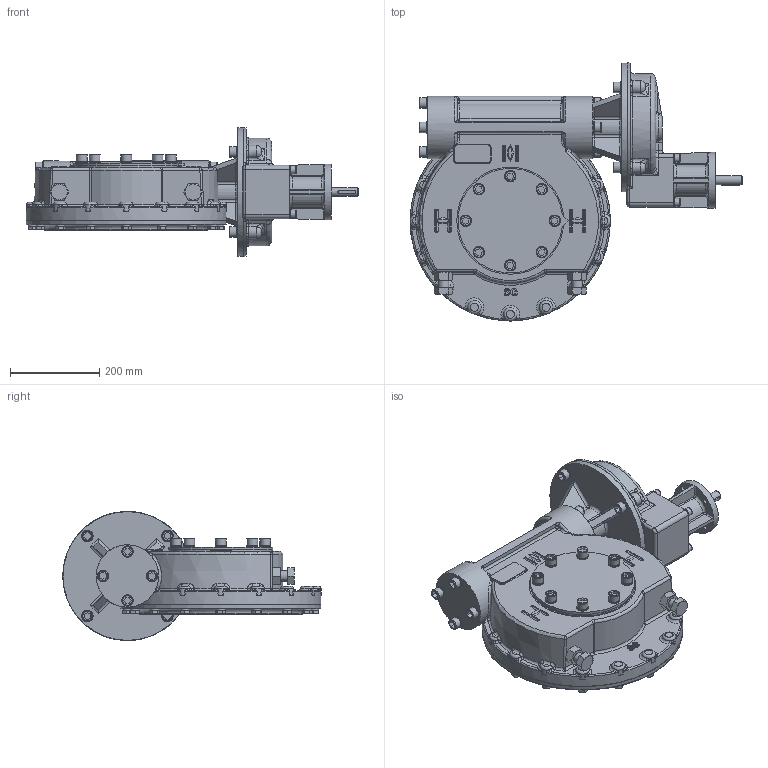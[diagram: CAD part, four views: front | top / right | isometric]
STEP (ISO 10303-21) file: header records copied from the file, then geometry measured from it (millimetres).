
FILE_DESCRIPTION(/* description */ ('Unknown'),/* implementation_level */ '2;1');
FILE_NAME(/* name */ 'PUB-IW7-IR2S_SOLID_0-1',/* time_stamp */ '2019-11-12T15:20:06+00:00',/* author */ ('Unknown'),/* organization */ ('Unknown'),/* preprocessor_version */ 'ST-DEVELOPER v16.7',/* originating_system */ 'DEX',/* authorisation */ $);
FILE_SCHEMA (('AUTOMOTIVE_DESIGN {1 0 10303 214 3 1 1}'));
Products named in the file (1): PUB-IW7-IR2S_SOLID_0-1
Bounding box: 745.27 x 579.42 x 289.97 mm (x, y, z)
Volume: 26062605.8 mm3; surface area: 1069093.7 mm2
Topology: 1 solids, 1 shells, 3877 faces, 10331 edges, 6530 vertices
Faces by surface type: plane 2969, cylinder 296, bspline 225, torus 186, cone 173, sphere 28
Full cylindrical faces by diameter (mm): 10.5 x4, 13.835 x16, 18 x4, 19 x20, 20 x1, 24 x22, 25.4 x40, 50 x1, 50.2 x1, 54.7 x1, 55.11 x1, 70.05 x1, 125 x1, 140 x1, 170 x1, 230 x1, 230.07 x1, 240.25 x1, 289 x1
Entity records: 127388 total; most frequent: CARTESIAN_POINT 37773, ORIENTED_EDGE 20002, DIRECTION 16543, EDGE_CURVE 10001, LINE 6743, VECTOR 6743, VERTEX_POINT 6455, AXIS2_PLACEMENT_3D 4900
